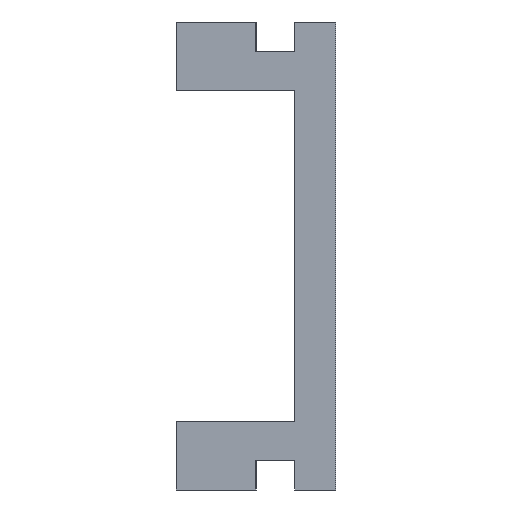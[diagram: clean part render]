
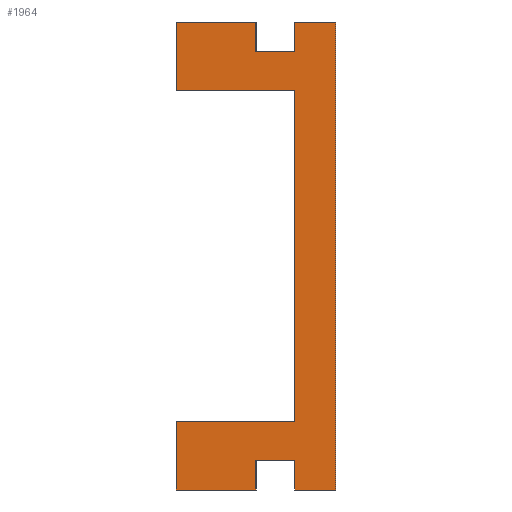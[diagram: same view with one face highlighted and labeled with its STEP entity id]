
A CAD part, left-side view. The second image highlights one B-rep face of the part: STEP entity #1964.
In plain terms, the highlighted planar face has unit normal (-1, 0, 0).
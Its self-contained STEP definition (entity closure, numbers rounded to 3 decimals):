
#1477=CARTESIAN_POINT('POINT89',(-150.813,85.725,
   125.413));
#1478=VERTEX_POINT('VERTEX89',#1477);
#1486=CARTESIAN_POINT('POINT90',(-150.813,85.725,88.9));
#1487=VERTEX_POINT('VERTEX90',#1486);
#1494=CARTESIAN_POINT('POS178',(-150.813,85.725,88.9));
#1495=DIRECTION('DIR297',(0.,0.,1.));
#1496=VECTOR('VEC59',#1495,1.);
#1497=LINE('STRAIGHT59',#1494,#1496);
#1498=EDGE_CURVE('EDGE131',#1487,#1478,#1497,.T.);
#1516=CARTESIAN_POINT('POINT91',(-150.813,42.863,
   125.413));
#1517=VERTEX_POINT('VERTEX91',#1516);
#1526=CARTESIAN_POINT('POS181',(-150.813,85.725,125.413
   ));
#1527=DIRECTION('DIR301',(0.,-1.,0.));
#1528=VECTOR('VEC61',#1527,1.);
#1529=LINE('STRAIGHT61',#1526,#1528);
#1530=EDGE_CURVE('EDGE133',#1478,#1517,#1529,.T.);
#1540=CARTESIAN_POINT('POINT92',(-150.813,42.863,
   109.538));
#1541=VERTEX_POINT('VERTEX92',#1540);
#1550=CARTESIAN_POINT('POS184',(-150.813,42.863,
   125.413));
#1551=DIRECTION('DIR305',(0.,0.,-1.));
#1552=VECTOR('VEC63',#1551,1.);
#1553=LINE('STRAIGHT63',#1550,#1552);
#1554=EDGE_CURVE('EDGE135',#1517,#1541,#1553,.T.);
#1564=CARTESIAN_POINT('POINT93',(-150.813,22.225,
   109.538));
#1565=VERTEX_POINT('VERTEX93',#1564);
#1574=CARTESIAN_POINT('POS187',(-150.813,42.863,
   109.538));
#1575=DIRECTION('DIR309',(0.,-1.,0.));
#1576=VECTOR('VEC65',#1575,1.);
#1577=LINE('STRAIGHT65',#1574,#1576);
#1578=EDGE_CURVE('EDGE137',#1541,#1565,#1577,.T.);
#1588=CARTESIAN_POINT('POINT94',(-150.813,22.225,
   125.413));
#1589=VERTEX_POINT('VERTEX94',#1588);
#1598=CARTESIAN_POINT('POS190',(-150.813,22.225,109.538
   ));
#1599=DIRECTION('DIR313',(0.,0.,1.));
#1600=VECTOR('VEC67',#1599,1.);
#1601=LINE('STRAIGHT67',#1598,#1600);
#1602=EDGE_CURVE('EDGE139',#1565,#1589,#1601,.T.);
#1612=CARTESIAN_POINT('POINT95',(-150.813,0.,125.413))
   ;
#1613=VERTEX_POINT('VERTEX95',#1612);
#1622=CARTESIAN_POINT('POS193',(-150.813,22.225,125.413
   ));
#1623=DIRECTION('DIR317',(0.,-1.,0.));
#1624=VECTOR('VEC69',#1623,1.);
#1625=LINE('STRAIGHT69',#1622,#1624);
#1626=EDGE_CURVE('EDGE141',#1589,#1613,#1625,.T.);
#1648=CARTESIAN_POINT('POINT96',(-150.813,0.,-125.413)
   );
#1649=VERTEX_POINT('VERTEX96',#1648);
#1658=CARTESIAN_POINT('POS196',(-150.813,0.,125.413));
#1659=DIRECTION('DIR321',(0.,0.,-1.));
#1660=VECTOR('VEC71',#1659,1.);
#1661=LINE('STRAIGHT71',#1658,#1660);
#1662=EDGE_CURVE('EDGE143',#1613,#1649,#1661,.T.);
#1700=CARTESIAN_POINT('POINT97',(-150.813,22.225,
   -125.413));
#1701=VERTEX_POINT('VERTEX97',#1700);
#1710=CARTESIAN_POINT('POS199',(-150.813,0.,-125.413))
   ;
#1711=DIRECTION('DIR325',(0.,1.,0.));
#1712=VECTOR('VEC73',#1711,1.);
#1713=LINE('STRAIGHT73',#1710,#1712);
#1714=EDGE_CURVE('EDGE145',#1649,#1701,#1713,.T.);
#1724=CARTESIAN_POINT('POINT98',(-150.813,22.225,
   -109.538));
#1725=VERTEX_POINT('VERTEX98',#1724);
#1734=CARTESIAN_POINT('POS202',(-150.813,22.225,
   -125.413));
#1735=DIRECTION('DIR329',(0.,0.,1.));
#1736=VECTOR('VEC75',#1735,1.);
#1737=LINE('STRAIGHT75',#1734,#1736);
#1738=EDGE_CURVE('EDGE147',#1701,#1725,#1737,.T.);
#1748=CARTESIAN_POINT('POINT99',(-150.813,42.863,
   -109.538));
#1749=VERTEX_POINT('VERTEX99',#1748);
#1758=CARTESIAN_POINT('POS205',(-150.813,22.225,
   -109.538));
#1759=DIRECTION('DIR333',(0.,1.,0.));
#1760=VECTOR('VEC77',#1759,1.);
#1761=LINE('STRAIGHT77',#1758,#1760);
#1762=EDGE_CURVE('EDGE149',#1725,#1749,#1761,.T.);
#1772=CARTESIAN_POINT('POINT100',(-150.813,42.863,
   -125.413));
#1773=VERTEX_POINT('VERTEX100',#1772);
#1782=CARTESIAN_POINT('POS208',(-150.813,42.863,
   -109.538));
#1783=DIRECTION('DIR337',(0.,0.,-1.));
#1784=VECTOR('VEC79',#1783,1.);
#1785=LINE('STRAIGHT79',#1782,#1784);
#1786=EDGE_CURVE('EDGE151',#1749,#1773,#1785,.T.);
#1796=CARTESIAN_POINT('POINT101',(-150.813,85.725,
   -125.413));
#1797=VERTEX_POINT('VERTEX101',#1796);
#1806=CARTESIAN_POINT('POS211',(-150.813,42.863,
   -125.413));
#1807=DIRECTION('DIR341',(0.,1.,0.));
#1808=VECTOR('VEC81',#1807,1.);
#1809=LINE('STRAIGHT81',#1806,#1808);
#1810=EDGE_CURVE('EDGE153',#1773,#1797,#1809,.T.);
#1820=CARTESIAN_POINT('POINT102',(-150.813,85.725,-88.9)
   );
#1821=VERTEX_POINT('VERTEX102',#1820);
#1830=CARTESIAN_POINT('POS214',(-150.813,85.725,
   -125.413));
#1831=DIRECTION('DIR345',(0.,0.,1.));
#1832=VECTOR('VEC83',#1831,1.);
#1833=LINE('STRAIGHT83',#1830,#1832);
#1834=EDGE_CURVE('EDGE155',#1797,#1821,#1833,.T.);
#1852=CARTESIAN_POINT('POINT103',(-150.813,22.225,-88.9)
   );
#1853=VERTEX_POINT('VERTEX103',#1852);
#1862=CARTESIAN_POINT('POS217',(-150.813,85.725,-88.9));
#1863=DIRECTION('DIR349',(0.,-1.,0.));
#1864=VECTOR('VEC85',#1863,1.);
#1865=LINE('STRAIGHT85',#1862,#1864);
#1866=EDGE_CURVE('EDGE157',#1821,#1853,#1865,.T.);
#1888=CARTESIAN_POINT('POINT104',(-150.813,22.225,88.9))
   ;
#1889=VERTEX_POINT('VERTEX104',#1888);
#1898=CARTESIAN_POINT('POS220',(-150.813,22.225,-88.9));
#1899=DIRECTION('DIR353',(0.,0.,1.));
#1900=VECTOR('VEC87',#1899,1.);
#1901=LINE('STRAIGHT87',#1898,#1900);
#1902=EDGE_CURVE('EDGE159',#1853,#1889,#1901,.T.);
#1927=CARTESIAN_POINT('POS222',(-150.813,22.225,88.9));
#1928=DIRECTION('DIR356',(0.,1.,0.));
#1929=VECTOR('VEC88',#1928,1.);
#1930=LINE('STRAIGHT88',#1927,#1929);
#1931=EDGE_CURVE('EDGE160',#1889,#1487,#1930,.T.);
#1941=ORIENTED_EDGE('COEDGE305',*,*,#1931,.F.);
#1942=ORIENTED_EDGE('COEDGE306',*,*,#1902,.F.);
#1943=ORIENTED_EDGE('COEDGE307',*,*,#1866,.F.);
#1944=ORIENTED_EDGE('COEDGE308',*,*,#1834,.F.);
#1945=ORIENTED_EDGE('COEDGE309',*,*,#1810,.F.);
#1946=ORIENTED_EDGE('COEDGE310',*,*,#1786,.F.);
#1947=ORIENTED_EDGE('COEDGE311',*,*,#1762,.F.);
#1948=ORIENTED_EDGE('COEDGE312',*,*,#1738,.F.);
#1949=ORIENTED_EDGE('COEDGE313',*,*,#1714,.F.);
#1950=ORIENTED_EDGE('COEDGE314',*,*,#1662,.F.);
#1951=ORIENTED_EDGE('COEDGE315',*,*,#1626,.F.);
#1952=ORIENTED_EDGE('COEDGE316',*,*,#1602,.F.);
#1953=ORIENTED_EDGE('COEDGE317',*,*,#1578,.F.);
#1954=ORIENTED_EDGE('COEDGE318',*,*,#1554,.F.);
#1955=ORIENTED_EDGE('COEDGE319',*,*,#1530,.F.);
#1956=ORIENTED_EDGE('COEDGE320',*,*,#1498,.F.);
#1957=EDGE_LOOP('NONE',(#1941,#1942,#1943,#1944,#1945,#1946,#1947,#1948,
   #1949,#1950,#1951,#1952,#1953,#1954,#1955,#1956));
#1958=FACE_BOUND('LOOP1',#1957,.T.);
#1959=CARTESIAN_POINT('POS224',(-150.813,0.,0.));
#1960=DIRECTION('DIR359',(1.,0.,0.));
#1961=DIRECTION('DIR360',(0.,1.,0.));
#1962=AXIS2_PLACEMENT_3D('AXIS136',#1959,#1960,#1961);
#1963=PLANE('PLANE24',#1962);
#1964=ADVANCED_FACE('FACE64',(#1958),#1963,.F.);
